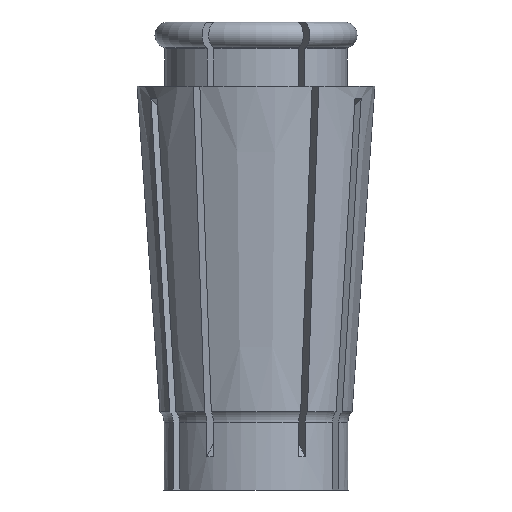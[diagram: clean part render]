
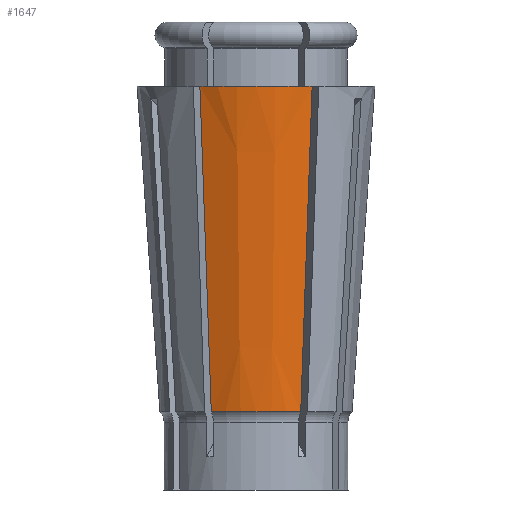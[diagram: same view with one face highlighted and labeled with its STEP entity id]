
A CAD part, left-side view. The second image highlights one B-rep face of the part: STEP entity #1647.
In plain terms, the highlighted conical face has half-angle 4 degrees and reference radius 6.268 mm.
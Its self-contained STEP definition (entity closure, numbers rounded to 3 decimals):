
#25 = EDGE_LOOP ( 'NONE', ( #528, #3808, #1493, #2532 ) ) ;
#97 = CARTESIAN_POINT ( 'NONE',  ( -6.449, -3.435, -10.541 ) ) ;
#117 = VERTEX_POINT ( 'NONE', #2187 ) ;
#189 = CARTESIAN_POINT ( 'NONE',  ( -5.549, 2.915, -25.4 ) ) ;
#346 = VERTEX_POINT ( 'NONE', #2264 ) ;
#431 = CARTESIAN_POINT ( 'NONE',  ( -6.257, -3.324, -13.711 ) ) ;
#528 = ORIENTED_EDGE ( 'NONE', *, *, #1447, .F. ) ;
#541 = EDGE_CURVE ( 'NONE', #2150, #346, #3282, .T. ) ;
#563 = DIRECTION ( 'NONE',  ( 1., 0., 0. ) ) ;
#722 = AXIS2_PLACEMENT_3D ( 'NONE', #1397, #2009, #1714 ) ;
#789 = EDGE_CURVE ( 'NONE', #117, #346, #2624, .T. ) ;
#865 = EDGE_CURVE ( 'NONE', #1558, #117, #1668, .T. ) ;
#1019 = CONICAL_SURFACE ( 'NONE', #2341, 6.268, 0.07 ) ;
#1022 = CARTESIAN_POINT ( 'NONE',  ( -6.641, -3.546, -7.37 ) ) ;
#1202 = FACE_OUTER_BOUND ( 'NONE', #25, .T. ) ;
#1344 = AXIS2_PLACEMENT_3D ( 'NONE', #3524, #2032, #563 ) ;
#1378 = CARTESIAN_POINT ( 'NONE',  ( 0., 0., -25.4 ) ) ;
#1397 = CARTESIAN_POINT ( 'NONE',  ( 0., 0., -25.4 ) ) ;
#1447 = EDGE_CURVE ( 'NONE', #1558, #2150, #1481, .T. ) ;
#1481 = B_SPLINE_CURVE_WITH_KNOTS ( 'NONE', 3,
 ( #2210, #2535, #2851, #1599, #1623, #3125, #2173 ),
 .UNSPECIFIED., .F., .F.,
 ( 4, 3, 4 ),
 ( 0., 0.012, 0.021 ),
 .UNSPECIFIED. ) ;
#1493 = ORIENTED_EDGE ( 'NONE', *, *, #789, .T. ) ;
#1558 = VERTEX_POINT ( 'NONE', #189 ) ;
#1599 = CARTESIAN_POINT ( 'NONE',  ( -6.257, 3.324, -13.711 ) ) ;
#1623 = CARTESIAN_POINT ( 'NONE',  ( -6.449, 3.435, -10.541 ) ) ;
#1646 = DIRECTION ( 'NONE',  ( 1., 0., 0. ) ) ;
#1647 = ADVANCED_FACE ( 'NONE', ( #1202 ), #1019, .T. ) ;
#1654 = CARTESIAN_POINT ( 'NONE',  ( -6.833, -3.656, -4.2 ) ) ;
#1668 = CIRCLE ( 'NONE', #722, 6.268 ) ;
#1714 = DIRECTION ( 'NONE',  ( 1., 0., 0. ) ) ;
#1896 = CARTESIAN_POINT ( 'NONE',  ( -5.785, -3.051, -21.504 ) ) ;
#1927 = CARTESIAN_POINT ( 'NONE',  ( -6.833, 3.656, -4.2 ) ) ;
#2009 = DIRECTION ( 'NONE',  ( 0., 0., 1. ) ) ;
#2032 = DIRECTION ( 'NONE',  ( 0., 0., 1. ) ) ;
#2150 = VERTEX_POINT ( 'NONE', #1927 ) ;
#2173 = CARTESIAN_POINT ( 'NONE',  ( -6.833, 3.656, -4.2 ) ) ;
#2187 = CARTESIAN_POINT ( 'NONE',  ( -5.549, -2.915, -25.4 ) ) ;
#2210 = CARTESIAN_POINT ( 'NONE',  ( -5.549, 2.915, -25.4 ) ) ;
#2264 = CARTESIAN_POINT ( 'NONE',  ( -6.833, -3.656, -4.2 ) ) ;
#2341 = AXIS2_PLACEMENT_3D ( 'NONE', #1378, #2859, #1646 ) ;
#2532 = ORIENTED_EDGE ( 'NONE', *, *, #541, .F. ) ;
#2535 = CARTESIAN_POINT ( 'NONE',  ( -5.785, 3.051, -21.504 ) ) ;
#2624 = B_SPLINE_CURVE_WITH_KNOTS ( 'NONE', 3,
 ( #3744, #1896, #3140, #431, #97, #1022, #1654 ),
 .UNSPECIFIED., .F., .F.,
 ( 4, 3, 4 ),
 ( 0., 0.012, 0.021 ),
 .UNSPECIFIED. ) ;
#2851 = CARTESIAN_POINT ( 'NONE',  ( -6.021, 3.187, -17.607 ) ) ;
#2859 = DIRECTION ( 'NONE',  ( 0., 0., 1. ) ) ;
#3125 = CARTESIAN_POINT ( 'NONE',  ( -6.641, 3.546, -7.37 ) ) ;
#3140 = CARTESIAN_POINT ( 'NONE',  ( -6.021, -3.187, -17.607 ) ) ;
#3282 = CIRCLE ( 'NONE', #1344, 7.75 ) ;
#3524 = CARTESIAN_POINT ( 'NONE',  ( 0., 0., -4.2 ) ) ;
#3744 = CARTESIAN_POINT ( 'NONE',  ( -5.549, -2.915, -25.4 ) ) ;
#3808 = ORIENTED_EDGE ( 'NONE', *, *, #865, .T. ) ;
